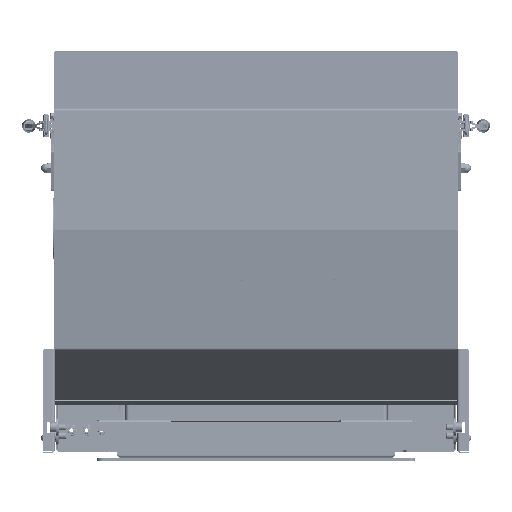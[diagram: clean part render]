
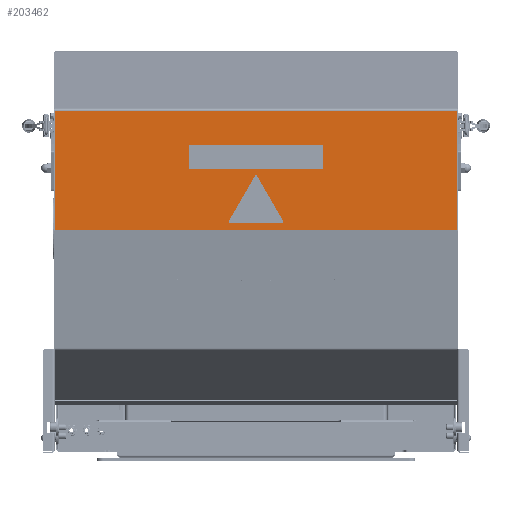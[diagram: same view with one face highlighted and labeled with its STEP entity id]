
A CAD part, front view. The second image highlights one B-rep face of the part: STEP entity #203462.
In plain terms, the highlighted planar face has unit normal (0, -1, 0).
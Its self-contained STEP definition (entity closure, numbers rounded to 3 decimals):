
#8740=FACE_BOUND('',#24422,.T.);
#8741=FACE_BOUND('',#24423,.T.);
#12526=FACE_OUTER_BOUND('',#24421,.T.);
#24421=EDGE_LOOP('',(#135669,#135670,#135671,#135672));
#24422=EDGE_LOOP('',(#135673,#135674,#135675,#135676));
#24423=EDGE_LOOP('',(#135677,#135678,#135679,#135680,#135681,#135682));
#37696=CIRCLE('',#217052,2.);
#37697=CIRCLE('',#217053,2.);
#37698=CIRCLE('',#217054,2.);
#48889=LINE('',#305608,#64708);
#48890=LINE('',#305610,#64709);
#48891=LINE('',#305611,#64710);
#48892=LINE('',#305612,#64711);
#48893=LINE('',#305615,#64712);
#48894=LINE('',#305617,#64713);
#48895=LINE('',#305619,#64714);
#48896=LINE('',#305620,#64715);
#48897=LINE('',#305625,#64716);
#48898=LINE('',#305629,#64717);
#48899=LINE('',#305632,#64718);
#64708=VECTOR('',#245076,10.);
#64709=VECTOR('',#245077,10.);
#64710=VECTOR('',#245078,10.);
#64711=VECTOR('',#245079,10.);
#64712=VECTOR('',#245080,10.);
#64713=VECTOR('',#245081,10.);
#64714=VECTOR('',#245082,10.);
#64715=VECTOR('',#245083,10.);
#64716=VECTOR('',#245086,10.);
#64717=VECTOR('',#245089,10.);
#64718=VECTOR('',#245092,10.);
#80333=VERTEX_POINT('',#303702);
#80844=VERTEX_POINT('',#305606);
#80845=VERTEX_POINT('',#305607);
#80846=VERTEX_POINT('',#305609);
#80847=VERTEX_POINT('',#305613);
#80848=VERTEX_POINT('',#305614);
#80849=VERTEX_POINT('',#305616);
#80850=VERTEX_POINT('',#305618);
#80851=VERTEX_POINT('',#305621);
#80852=VERTEX_POINT('',#305622);
#80853=VERTEX_POINT('',#305624);
#80854=VERTEX_POINT('',#305626);
#80855=VERTEX_POINT('',#305628);
#80856=VERTEX_POINT('',#305630);
#101409=EDGE_CURVE('',#80844,#80845,#48889,.T.);
#101410=EDGE_CURVE('',#80846,#80844,#48890,.T.);
#101411=EDGE_CURVE('',#80846,#80333,#48891,.T.);
#101412=EDGE_CURVE('',#80333,#80845,#48892,.T.);
#101413=EDGE_CURVE('',#80847,#80848,#48893,.T.);
#101414=EDGE_CURVE('',#80849,#80848,#48894,.T.);
#101415=EDGE_CURVE('',#80850,#80849,#48895,.T.);
#101416=EDGE_CURVE('',#80847,#80850,#48896,.T.);
#101417=EDGE_CURVE('',#80851,#80852,#37696,.T.);
#101418=EDGE_CURVE('',#80853,#80851,#48897,.T.);
#101419=EDGE_CURVE('',#80854,#80853,#37697,.T.);
#101420=EDGE_CURVE('',#80855,#80854,#48898,.T.);
#101421=EDGE_CURVE('',#80856,#80855,#37698,.T.);
#101422=EDGE_CURVE('',#80852,#80856,#48899,.T.);
#135669=ORIENTED_EDGE('',*,*,#101409,.F.);
#135670=ORIENTED_EDGE('',*,*,#101410,.F.);
#135671=ORIENTED_EDGE('',*,*,#101411,.T.);
#135672=ORIENTED_EDGE('',*,*,#101412,.T.);
#135673=ORIENTED_EDGE('',*,*,#101413,.T.);
#135674=ORIENTED_EDGE('',*,*,#101414,.F.);
#135675=ORIENTED_EDGE('',*,*,#101415,.F.);
#135676=ORIENTED_EDGE('',*,*,#101416,.F.);
#135677=ORIENTED_EDGE('',*,*,#101417,.F.);
#135678=ORIENTED_EDGE('',*,*,#101418,.F.);
#135679=ORIENTED_EDGE('',*,*,#101419,.F.);
#135680=ORIENTED_EDGE('',*,*,#101420,.F.);
#135681=ORIENTED_EDGE('',*,*,#101421,.F.);
#135682=ORIENTED_EDGE('',*,*,#101422,.F.);
#184004=PLANE('',#217051);
#203462=ADVANCED_FACE('',(#12526,#8740,#8741),#184004,.T.);
#217051=AXIS2_PLACEMENT_3D('',#305605,#245074,#245075);
#217052=AXIS2_PLACEMENT_3D('',#305623,#245084,#245085);
#217053=AXIS2_PLACEMENT_3D('',#305627,#245087,#245088);
#217054=AXIS2_PLACEMENT_3D('',#305631,#245090,#245091);
#245074=DIRECTION('center_axis',(0.,-1.,0.));
#245075=DIRECTION('ref_axis',(-1.,0.,0.));
#245076=DIRECTION('',(-1.,0.,0.));
#245077=DIRECTION('',(0.,0.,-1.));
#245078=DIRECTION('',(-1.,0.,0.));
#245079=DIRECTION('',(0.,0.,-1.));
#245080=DIRECTION('',(-1.,0.,0.));
#245081=DIRECTION('',(0.,0.,-1.));
#245082=DIRECTION('',(-1.,0.,0.));
#245083=DIRECTION('',(0.,0.,1.));
#245084=DIRECTION('center_axis',(0.,-1.,0.));
#245085=DIRECTION('ref_axis',(0.,0.,
1.));
#245086=DIRECTION('',(-0.5,0.,0.866));
#245087=DIRECTION('center_axis',(0.,-1.,0.));
#245088=DIRECTION('ref_axis',(0.866,0.,-0.5));
#245089=DIRECTION('',(1.,0.,0.));
#245090=DIRECTION('center_axis',(0.,-1.,0.));
#245091=DIRECTION('ref_axis',(-0.866,0.,
-0.5));
#245092=DIRECTION('',(-0.5,0.,-0.866));
#303702=CARTESIAN_POINT('',(-332.5,-556.546,-17.198));
#305605=CARTESIAN_POINT('Origin',(0.,-556.546,
-11.814));
#305606=CARTESIAN_POINT('',(332.5,-556.546,-213.876));
#305607=CARTESIAN_POINT('',(-332.5,-556.546,-213.876));
#305608=CARTESIAN_POINT('',(0.,-556.546,-213.876));
#305609=CARTESIAN_POINT('',(332.5,-556.546,-17.198));
#305610=CARTESIAN_POINT('',(332.5,-556.546,390.342));
#305611=CARTESIAN_POINT('',(0.,-556.546,-17.198));
#305612=CARTESIAN_POINT('',(-332.5,-556.546,390.342));
#305613=CARTESIAN_POINT('',(110.,-556.546,-113.876));
#305614=CARTESIAN_POINT('',(-110.,-556.546,-113.876));
#305615=CARTESIAN_POINT('',(-55.,-556.546,-113.876));
#305616=CARTESIAN_POINT('',(-110.,-556.546,-73.376));
#305617=CARTESIAN_POINT('',(-110.,-556.546,-73.376));
#305618=CARTESIAN_POINT('',(110.,-556.546,-73.376));
#305619=CARTESIAN_POINT('',(110.,-556.546,-73.376));
#305620=CARTESIAN_POINT('',(110.,-556.546,-153.376));
#305621=CARTESIAN_POINT('',(1.732,-556.546,-124.657));
#305622=CARTESIAN_POINT('',(-1.732,-556.546,-124.657));
#305623=CARTESIAN_POINT('Origin',(0.,-556.546,
-125.657));
#305624=CARTESIAN_POINT('',(44.768,-556.546,-199.198));
#305625=CARTESIAN_POINT('',(46.5,-556.546,-202.198));
#305626=CARTESIAN_POINT('',(43.036,-556.546,-202.198));
#305627=CARTESIAN_POINT('Origin',(43.036,-556.546,-200.198));
#305628=CARTESIAN_POINT('',(-43.036,-556.546,-202.198));
#305629=CARTESIAN_POINT('',(-46.5,-556.546,-202.198));
#305630=CARTESIAN_POINT('',(-44.768,-556.546,-199.198));
#305631=CARTESIAN_POINT('Origin',(-43.036,-556.546,-200.198));
#305632=CARTESIAN_POINT('',(0.,-556.546,-121.657));
